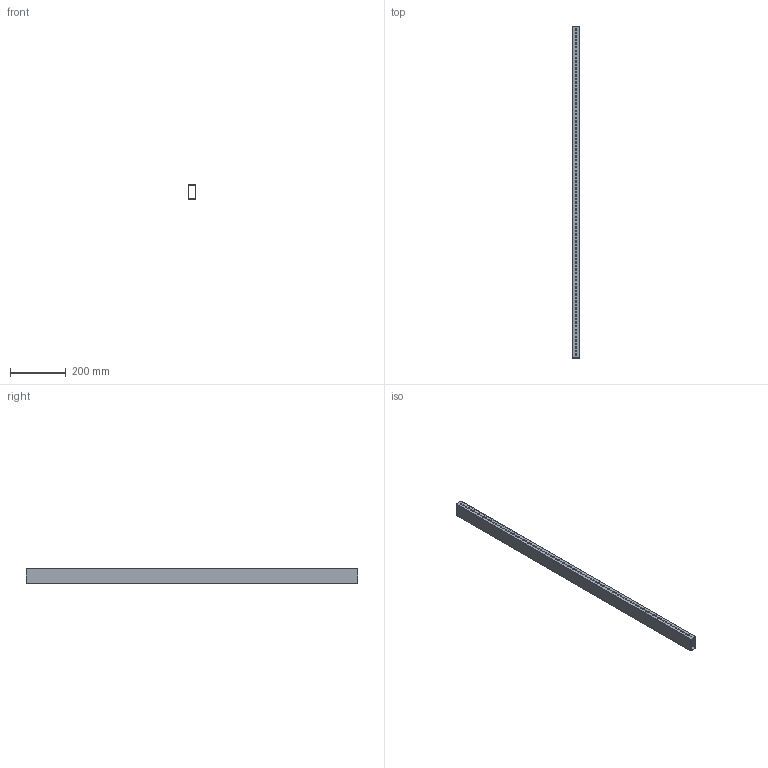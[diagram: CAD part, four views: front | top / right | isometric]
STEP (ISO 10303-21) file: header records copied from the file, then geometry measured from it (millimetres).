
FILE_DESCRIPTION (( 'STEP AP203' ), '1' );
FILE_NAME ('am-5644 2 x 1 x 063 Wall Pre-Drilled Box Tube 2 walls 47.STEP', '2025-10-01T15:25:55', ( '' ), ( '' ), 'SwSTEP 2.0', 'SolidWorks 2024', '' );
FILE_SCHEMA (( 'CONFIG_CONTROL_DESIGN' ));
Length unit declared in the file: inch
Products named in the file (1): am-5644 2 x 1 x 063 Wall Pre-Drilled Box Tube 2 walls 47
Bounding box: 25.4 x 1193.8 x 50.8 mm (x, y, z)
Volume: 268672.6 mm3; surface area: 346373.1 mm2
Topology: 1 solids, 1 shells, 382 faces, 1140 edges, 760 vertices
Faces by surface type: cylinder 372, plane 10
Entity records: 14135 total; most frequent: DIRECTION 2650, CARTESIAN_POINT 2283, ORIENTED_EDGE 2280, EDGE_CURVE 1140, AXIS2_PLACEMENT_3D 1127, VERTEX_POINT 760, EDGE_LOOP 756, CIRCLE 744
